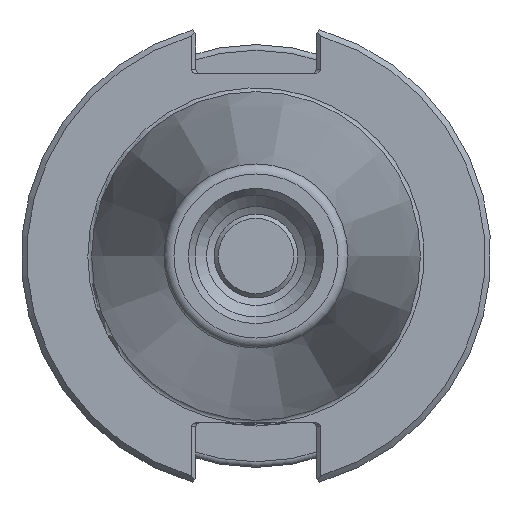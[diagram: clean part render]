
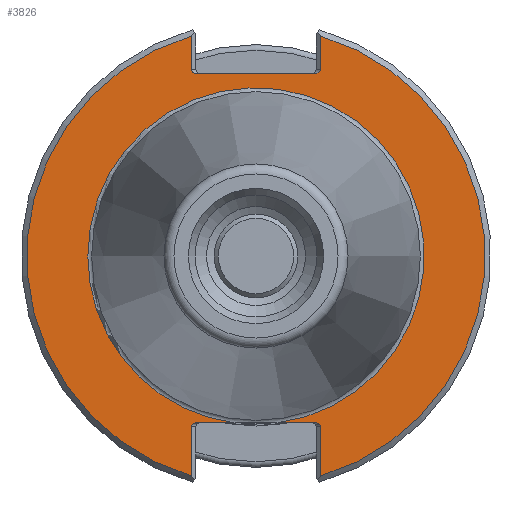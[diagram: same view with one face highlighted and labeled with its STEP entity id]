
A CAD part, left-side view. The second image highlights one B-rep face of the part: STEP entity #3826.
In plain terms, the highlighted planar face has unit normal (-1, 0, 0).
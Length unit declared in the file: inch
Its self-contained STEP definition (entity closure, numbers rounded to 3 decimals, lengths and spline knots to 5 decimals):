
#2884=CARTESIAN_POINT('',(0.125,0.345,0.992));
#2885=VERTEX_POINT('',#2884);
#2892=CARTESIAN_POINT('',(0.125,0.31672,0.972));
#2893=VERTEX_POINT('',#2892);
#2894=CARTESIAN_POINT('',(0.125,0.31672,0.992));
#2895=DIRECTION('',(-1.0,0.0,0.0));
#2896=DIRECTION('',(0.0,1.0,0.0));
#2897=AXIS2_PLACEMENT_3D('',#2894,#2895,#2896);
#2898=ELLIPSE('',#2897,0.02828,0.02);
#2899=EDGE_CURVE('',#2885,#2893,#2898,.T.);
#2984=CARTESIAN_POINT('',(0.125,0.345,1.1702));
#2985=VERTEX_POINT('',#2984);
#2992=CARTESIAN_POINT('',(0.125,0.345,1.1702));
#2993=DIRECTION('',(0.0,0.0,-1.0));
#2994=VECTOR('',#2993,0.1782);
#2995=LINE('',#2992,#2994);
#2996=EDGE_CURVE('',#2985,#2885,#2995,.T.);
#3096=CARTESIAN_POINT('',(0.125,-0.31672,0.972));
#3097=VERTEX_POINT('',#3096);
#3104=CARTESIAN_POINT('',(0.125,-0.345,0.992));
#3105=VERTEX_POINT('',#3104);
#3106=CARTESIAN_POINT('',(0.125,-0.31672,0.992));
#3107=DIRECTION('',(-1.0,0.0,0.0));
#3108=DIRECTION('',(0.0,-1.0,0.0));
#3109=AXIS2_PLACEMENT_3D('',#3106,#3107,#3108);
#3110=ELLIPSE('',#3109,0.02828,0.02);
#3111=EDGE_CURVE('',#3097,#3105,#3110,.T.);
#3161=CARTESIAN_POINT('',(0.125,-0.345,1.1702));
#3162=VERTEX_POINT('',#3161);
#3163=CARTESIAN_POINT('',(0.125,-0.345,0.992));
#3164=DIRECTION('',(0.0,0.0,1.0));
#3165=VECTOR('',#3164,0.1782);
#3166=LINE('',#3163,#3165);
#3167=EDGE_CURVE('',#3105,#3162,#3166,.T.);
#3185=CARTESIAN_POINT('',(0.125,-0.345,-0.908));
#3186=VERTEX_POINT('',#3185);
#3187=CARTESIAN_POINT('',(0.125,-0.31672,-0.888));
#3188=VERTEX_POINT('',#3187);
#3189=CARTESIAN_POINT('',(0.125,-0.31672,-0.908));
#3190=DIRECTION('',(-1.0,0.0,0.0));
#3191=DIRECTION('',(0.0,-1.0,0.0));
#3192=AXIS2_PLACEMENT_3D('',#3189,#3190,#3191);
#3193=ELLIPSE('',#3192,0.02828,0.02);
#3194=EDGE_CURVE('',#3186,#3188,#3193,.T.);
#3292=CARTESIAN_POINT('',(0.125,-0.345,-1.1702));
#3293=VERTEX_POINT('',#3292);
#3300=CARTESIAN_POINT('',(0.125,-0.345,-1.1702));
#3301=DIRECTION('',(0.0,0.0,1.0));
#3302=VECTOR('',#3301,0.2622);
#3303=LINE('',#3300,#3302);
#3304=EDGE_CURVE('',#3293,#3186,#3303,.T.);
#3404=CARTESIAN_POINT('',(0.125,0.31672,-0.888));
#3405=VERTEX_POINT('',#3404);
#3412=CARTESIAN_POINT('',(0.125,0.345,-0.908));
#3413=VERTEX_POINT('',#3412);
#3414=CARTESIAN_POINT('',(0.125,0.31672,-0.908));
#3415=DIRECTION('',(-1.0,0.0,0.0));
#3416=DIRECTION('',(0.0,1.0,0.0));
#3417=AXIS2_PLACEMENT_3D('',#3414,#3415,#3416);
#3418=ELLIPSE('',#3417,0.02828,0.02);
#3419=EDGE_CURVE('',#3405,#3413,#3418,.T.);
#3469=CARTESIAN_POINT('',(0.125,0.345,-1.1702));
#3470=VERTEX_POINT('',#3469);
#3471=CARTESIAN_POINT('',(0.125,0.345,-0.908));
#3472=DIRECTION('',(0.0,0.0,-1.0));
#3473=VECTOR('',#3472,0.2622);
#3474=LINE('',#3471,#3473);
#3475=EDGE_CURVE('',#3413,#3470,#3474,.T.);
#3542=CARTESIAN_POINT('',(0.125,0.31672,0.972));
#3543=DIRECTION('',(0.0,-1.0,0.0));
#3544=VECTOR('',#3543,0.63343);
#3545=LINE('',#3542,#3544);
#3546=EDGE_CURVE('',#2893,#3097,#3545,.T.);
#3744=CARTESIAN_POINT('',(0.125,-0.11172,-0.888));
#3745=VERTEX_POINT('',#3744);
#3746=CARTESIAN_POINT('',(0.125,0.11172,-0.888));
#3747=VERTEX_POINT('',#3746);
#3762=CARTESIAN_POINT('',(0.125,0.,0.0));
#3763=DIRECTION('',(-1.0,0.0,0.0));
#3764=DIRECTION('',(0.0,-1.0,0.0));
#3765=AXIS2_PLACEMENT_3D('',#3762,#3763,#3764);
#3766=CIRCLE('',#3765,0.895);
#3767=EDGE_CURVE('',#3745,#3747,#3766,.T.);
#3783=CARTESIAN_POINT('',(0.125,1.0625,0.0));
#3784=DIRECTION('',(-1.0,0.0,0.0));
#3785=DIRECTION('',(0.0,0.0,1.0));
#3786=AXIS2_PLACEMENT_3D('',#3783,#3784,#3785);
#3787=PLANE('',#3786);
#3788=ORIENTED_EDGE('',*,*,#3767,.F.);
#3789=CARTESIAN_POINT('',(0.125,-0.31672,-0.888));
#3790=DIRECTION('',(0.0,1.0,0.0));
#3791=VECTOR('',#3790,0.205);
#3792=LINE('',#3789,#3791);
#3793=EDGE_CURVE('',#3188,#3745,#3792,.T.);
#3794=ORIENTED_EDGE('',*,*,#3793,.F.);
#3795=ORIENTED_EDGE('',*,*,#3194,.F.);
#3796=ORIENTED_EDGE('',*,*,#3304,.F.);
#3797=CARTESIAN_POINT('',(0.125,0.,0.0));
#3798=DIRECTION('',(1.0,0.0,0.0));
#3799=DIRECTION('',(0.0,-1.0,0.0));
#3800=AXIS2_PLACEMENT_3D('',#3797,#3798,#3799);
#3801=CIRCLE('',#3800,1.22);
#3802=EDGE_CURVE('',#3162,#3293,#3801,.T.);
#3803=ORIENTED_EDGE('',*,*,#3802,.F.);
#3804=ORIENTED_EDGE('',*,*,#3167,.F.);
#3805=ORIENTED_EDGE('',*,*,#3111,.F.);
#3806=ORIENTED_EDGE('',*,*,#3546,.F.);
#3807=ORIENTED_EDGE('',*,*,#2899,.F.);
#3808=ORIENTED_EDGE('',*,*,#2996,.F.);
#3809=CARTESIAN_POINT('',(0.125,0.,0.0));
#3810=DIRECTION('',(1.0,0.0,0.0));
#3811=DIRECTION('',(0.0,1.0,0.0));
#3812=AXIS2_PLACEMENT_3D('',#3809,#3810,#3811);
#3813=CIRCLE('',#3812,1.22);
#3814=EDGE_CURVE('',#3470,#2985,#3813,.T.);
#3815=ORIENTED_EDGE('',*,*,#3814,.F.);
#3816=ORIENTED_EDGE('',*,*,#3475,.F.);
#3817=ORIENTED_EDGE('',*,*,#3419,.F.);
#3818=CARTESIAN_POINT('',(0.125,0.11172,-0.888));
#3819=DIRECTION('',(0.0,1.0,0.0));
#3820=VECTOR('',#3819,0.205);
#3821=LINE('',#3818,#3820);
#3822=EDGE_CURVE('',#3747,#3405,#3821,.T.);
#3823=ORIENTED_EDGE('',*,*,#3822,.F.);
#3824=EDGE_LOOP('',(#3788,#3794,#3795,#3796,#3803,#3804,#3805,#3806,#3807,#3808,#3815,#3816,#3817,#3823));
#3825=FACE_OUTER_BOUND('',#3824,.T.);
#3826=ADVANCED_FACE('',(#3825),#3787,.T.);
